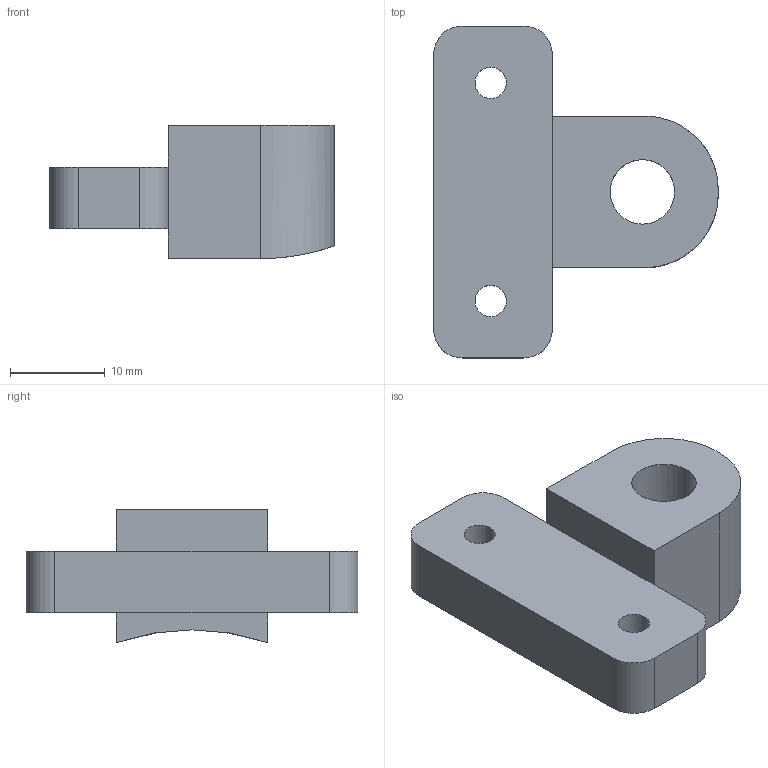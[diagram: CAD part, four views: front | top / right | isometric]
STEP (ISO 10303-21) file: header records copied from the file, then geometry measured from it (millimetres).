
FILE_DESCRIPTION(('STEP AP203'),'1');
FILE_NAME('ce 1.stp','2021-09-06T15:39:12',(' '),(' '),'Spatial InterOp 3D',' ',' ');
FILE_SCHEMA(('CONFIG_CONTROL_DESIGN'));
Length unit declared in the file: millimetre
Products named in the file (1): Pièce 1
Bounding box: 30 x 35 x 14.04 mm (x, y, z)
Volume: 5548.8 mm3; surface area: 2865.9 mm2
Topology: 1 solids, 1 shells, 23 faces, 61 edges, 40 vertices
Faces by surface type: plane 13, cylinder 10
Full cylindrical faces by diameter (mm): 3.3 x2, 6.8 x1
Entity records: 862 total; most frequent: CARTESIAN_POINT 229, DIRECTION 118, ORIENTED_EDGE 112, EDGE_CURVE 56, AXIS2_PLACEMENT_3D 41, VERTEX_POINT 38, LINE 36, VECTOR 36
